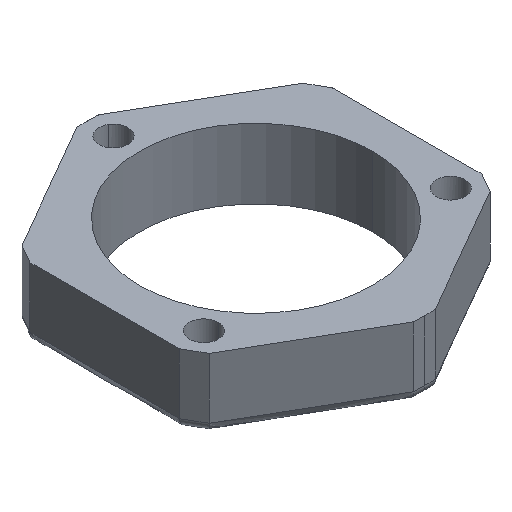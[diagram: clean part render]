
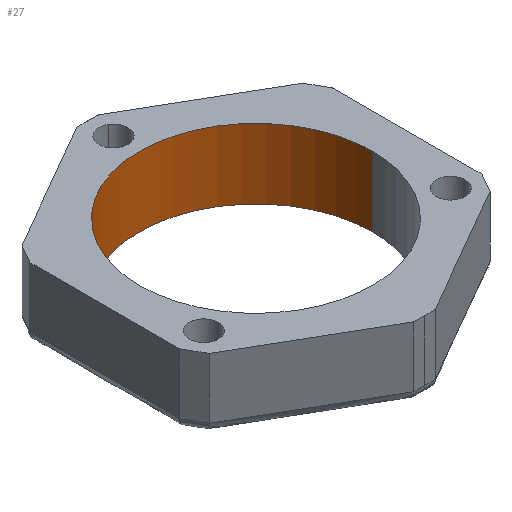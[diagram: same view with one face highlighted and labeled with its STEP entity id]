
A CAD part, isometric view. The second image highlights one B-rep face of the part: STEP entity #27.
In plain terms, the highlighted free-form (B-spline) face has degree [1, 2] with [2, 5] control points.
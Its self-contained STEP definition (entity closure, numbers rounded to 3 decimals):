
#27=ADVANCED_FACE('',(#283),#4360,.T.);
#283=FACE_OUTER_BOUND('',#539,.T.);
#539=EDGE_LOOP('',(#808,#809,#810,#811));
#808=ORIENTED_EDGE('',*,*,#2238,.F.);
#809=ORIENTED_EDGE('',*,*,#2239,.T.);
#810=ORIENTED_EDGE('',*,*,#2240,.T.);
#811=ORIENTED_EDGE('',*,*,#2950,.F.);
#2238=EDGE_CURVE('',#3668,#4138,#3606,.T.);
#2239=EDGE_CURVE('',#3668,#3669,#3607,.T.);
#2240=EDGE_CURVE('',#3669,#4139,#3608,.T.);
#2950=EDGE_CURVE('',#4138,#4139,#3665,.T.);
#3606=(
BOUNDED_CURVE()
B_SPLINE_CURVE(2,(#7136,#7137,#7138,#7139,#7140),.UNSPECIFIED.,.F.,.F.)
B_SPLINE_CURVE_WITH_KNOTS((3,2,3),(0.,15.708,31.416),
 .UNSPECIFIED.)
CURVE()
GEOMETRIC_REPRESENTATION_ITEM()
RATIONAL_B_SPLINE_CURVE((1.,0.707,1.,0.707,1.))
REPRESENTATION_ITEM('')
);
#3607=(
BOUNDED_CURVE()
B_SPLINE_CURVE(1,(#7141,#7142),.UNSPECIFIED.,.F.,.F.)
B_SPLINE_CURVE_WITH_KNOTS((2,2),(0.,6.),.UNSPECIFIED.)
CURVE()
GEOMETRIC_REPRESENTATION_ITEM()
RATIONAL_B_SPLINE_CURVE((1.,1.))
REPRESENTATION_ITEM('')
);
#3608=(
BOUNDED_CURVE()
B_SPLINE_CURVE(2,(#7143,#7144,#7145,#7146,#7147),.UNSPECIFIED.,.F.,.F.)
B_SPLINE_CURVE_WITH_KNOTS((3,2,3),(0.,15.708,31.416),
 .UNSPECIFIED.)
CURVE()
GEOMETRIC_REPRESENTATION_ITEM()
RATIONAL_B_SPLINE_CURVE((1.,0.707,1.,0.707,1.))
REPRESENTATION_ITEM('')
);
#3665=(
BOUNDED_CURVE()
B_SPLINE_CURVE(1,(#8798,#8799),.UNSPECIFIED.,.F.,.F.)
B_SPLINE_CURVE_WITH_KNOTS((2,2),(0.,6.),.UNSPECIFIED.)
CURVE()
GEOMETRIC_REPRESENTATION_ITEM()
RATIONAL_B_SPLINE_CURVE((1.,1.))
REPRESENTATION_ITEM('')
);
#3668=VERTEX_POINT('',#6664);
#3669=VERTEX_POINT('',#6665);
#4138=VERTEX_POINT('',#7134);
#4139=VERTEX_POINT('',#7135);
#4360=(
BOUNDED_SURFACE()
B_SPLINE_SURFACE(1,2,((#4930,#4931,#4932,#4933,#4934),(#4935,#4936,#4937,
#4938,#4939)),.UNSPECIFIED.,.F.,.F.,.F.)
B_SPLINE_SURFACE_WITH_KNOTS((2,2),(3,2,3),(0.,6.),(0.,15.708,
31.416),.UNSPECIFIED.)
GEOMETRIC_REPRESENTATION_ITEM()
RATIONAL_B_SPLINE_SURFACE(((1.,0.707,1.,0.707,
1.),(1.,0.707,1.,0.707,1.)))
REPRESENTATION_ITEM('')
SURFACE()
);
#4930=CARTESIAN_POINT('',(10.,0.,0.));
#4931=CARTESIAN_POINT('',(10.,10.,0.));
#4932=CARTESIAN_POINT('',(0.,10.,0.));
#4933=CARTESIAN_POINT('',(-10.,10.,0.));
#4934=CARTESIAN_POINT('',(-10.,0.,0.));
#4935=CARTESIAN_POINT('',(10.,0.,6.));
#4936=CARTESIAN_POINT('',(10.,10.,6.));
#4937=CARTESIAN_POINT('',(0.,10.,6.));
#4938=CARTESIAN_POINT('',(-10.,10.,6.));
#4939=CARTESIAN_POINT('',(-10.,0.,6.));
#6664=CARTESIAN_POINT('',(10.,0.,0.));
#6665=CARTESIAN_POINT('',(10.,0.,6.));
#7134=CARTESIAN_POINT('',(-10.,0.,0.));
#7135=CARTESIAN_POINT('',(-10.,0.,6.));
#7136=CARTESIAN_POINT('',(10.,0.,0.));
#7137=CARTESIAN_POINT('',(10.,10.,0.));
#7138=CARTESIAN_POINT('',(0.,10.,0.));
#7139=CARTESIAN_POINT('',(-10.,10.,0.));
#7140=CARTESIAN_POINT('',(-10.,0.,0.));
#7141=CARTESIAN_POINT('',(10.,0.,0.));
#7142=CARTESIAN_POINT('',(10.,0.,6.));
#7143=CARTESIAN_POINT('',(10.,0.,6.));
#7144=CARTESIAN_POINT('',(10.,10.,6.));
#7145=CARTESIAN_POINT('',(0.,10.,6.));
#7146=CARTESIAN_POINT('',(-10.,10.,6.));
#7147=CARTESIAN_POINT('',(-10.,0.,6.));
#8798=CARTESIAN_POINT('',(-10.,0.,0.));
#8799=CARTESIAN_POINT('',(-10.,0.,6.));
